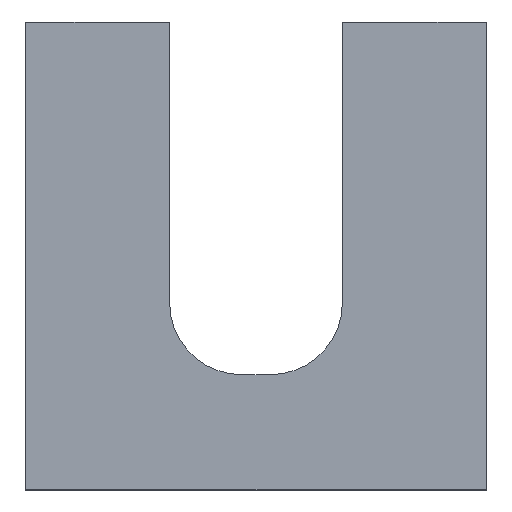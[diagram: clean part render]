
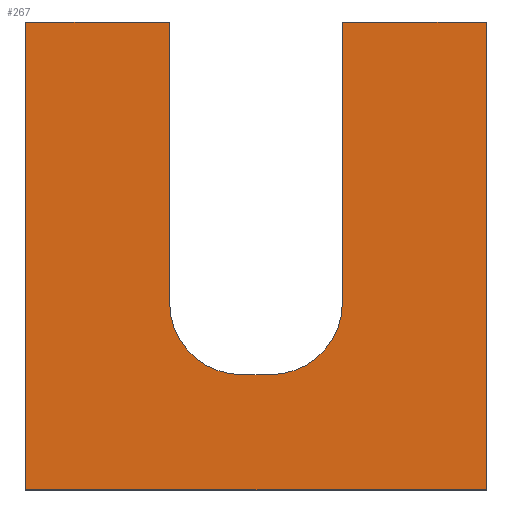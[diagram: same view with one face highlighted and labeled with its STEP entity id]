
A CAD part, top view. The second image highlights one B-rep face of the part: STEP entity #267.
In plain terms, the highlighted planar face has unit normal (0, 0, 1).
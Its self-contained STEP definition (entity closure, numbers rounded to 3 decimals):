
#2 = LINE ( 'NONE', #134, #277 ) ;
#5 = DIRECTION ( 'NONE',  ( 0., 0., -1. ) ) ;
#10 = ORIENTED_EDGE ( 'NONE', *, *, #309, .T. ) ;
#17 = EDGE_CURVE ( 'NONE', #122, #28, #99, .T. ) ;
#21 = CARTESIAN_POINT ( 'NONE',  ( 0.5, -4.125, 1.5 ) ) ;
#22 = AXIS2_PLACEMENT_3D ( 'NONE', #37, #336, #238 ) ;
#28 = VERTEX_POINT ( 'NONE', #308 ) ;
#32 = ORIENTED_EDGE ( 'NONE', *, *, #395, .T. ) ;
#34 = FACE_OUTER_BOUND ( 'NONE', #431, .T. ) ;
#37 = CARTESIAN_POINT ( 'NONE',  ( -0.5, -1.625, 1.5 ) ) ;
#39 = CARTESIAN_POINT ( 'NONE',  ( -0.5, -4.125, 1.5 ) ) ;
#46 = VERTEX_POINT ( 'NONE', #103 ) ;
#52 = VECTOR ( 'NONE', #375, 1000. ) ;
#54 = EDGE_CURVE ( 'NONE', #46, #59, #2, .T. ) ;
#56 = DIRECTION ( 'NONE',  ( -1., 0., 0. ) ) ;
#59 = VERTEX_POINT ( 'NONE', #198 ) ;
#60 = VERTEX_POINT ( 'NONE', #205 ) ;
#73 = AXIS2_PLACEMENT_3D ( 'NONE', #169, #5, #412 ) ;
#82 = CARTESIAN_POINT ( 'NONE',  ( 3., 8.125, 1.5 ) ) ;
#90 = VECTOR ( 'NONE', #202, 1000. ) ;
#93 = CARTESIAN_POINT ( 'NONE',  ( -3., 8.125, 1.5 ) ) ;
#95 = CARTESIAN_POINT ( 'NONE',  ( 3., -1.625, 1.5 ) ) ;
#99 = LINE ( 'NONE', #39, #52 ) ;
#101 = CARTESIAN_POINT ( 'NONE',  ( 8., -8.125, 1.5 ) ) ;
#102 = AXIS2_PLACEMENT_3D ( 'NONE', #157, #163, #298 ) ;
#103 = CARTESIAN_POINT ( 'NONE',  ( -8., -8.125, 1.5 ) ) ;
#107 = LINE ( 'NONE', #383, #90 ) ;
#122 = VERTEX_POINT ( 'NONE', #21 ) ;
#134 = CARTESIAN_POINT ( 'NONE',  ( 8., -8.125, 1.5 ) ) ;
#142 = CARTESIAN_POINT ( 'NONE',  ( -3., 8.125, 1.5 ) ) ;
#145 = VECTOR ( 'NONE', #311, 1000. ) ;
#153 = VERTEX_POINT ( 'NONE', #177 ) ;
#157 = CARTESIAN_POINT ( 'NONE',  ( 0.5, -1.625, 1.5 ) ) ;
#163 = DIRECTION ( 'NONE',  ( 0., 0., 1. ) ) ;
#167 = CARTESIAN_POINT ( 'NONE',  ( -8., 8.125, 1.5 ) ) ;
#169 = CARTESIAN_POINT ( 'NONE',  ( 0.5, -1.625, 1.5 ) ) ;
#173 = DIRECTION ( 'NONE',  ( 0., 1., 0. ) ) ;
#177 = CARTESIAN_POINT ( 'NONE',  ( -3., -1.625, 1.5 ) ) ;
#187 = VERTEX_POINT ( 'NONE', #93 ) ;
#195 = VERTEX_POINT ( 'NONE', #82 ) ;
#197 = ORIENTED_EDGE ( 'NONE', *, *, #54, .T. ) ;
#198 = CARTESIAN_POINT ( 'NONE',  ( 8., -8.125, 1.5 ) ) ;
#202 = DIRECTION ( 'NONE',  ( -1., 0., 0. ) ) ;
#205 = CARTESIAN_POINT ( 'NONE',  ( 8., 8.125, 1.5 ) ) ;
#211 = EDGE_CURVE ( 'NONE', #326, #46, #256, .T. ) ;
#216 = CARTESIAN_POINT ( 'NONE',  ( -8., -8.125, 1.5 ) ) ;
#217 = ORIENTED_EDGE ( 'NONE', *, *, #293, .T. ) ;
#227 = ORIENTED_EDGE ( 'NONE', *, *, #305, .T. ) ;
#238 = DIRECTION ( 'NONE',  ( 1., 0., 0. ) ) ;
#242 = DIRECTION ( 'NONE',  ( 1., 0., 0. ) ) ;
#249 = VERTEX_POINT ( 'NONE', #95 ) ;
#256 = LINE ( 'NONE', #216, #377 ) ;
#258 = CIRCLE ( 'NONE', #73, 2.5 ) ;
#267 = ADVANCED_FACE ( 'NONE', ( #34 ), #401, .T. ) ;
#271 = EDGE_CURVE ( 'NONE', #187, #326, #296, .T. ) ;
#277 = VECTOR ( 'NONE', #242, 1000. ) ;
#280 = LINE ( 'NONE', #101, #393 ) ;
#293 = EDGE_CURVE ( 'NONE', #153, #187, #381, .T. ) ;
#296 = LINE ( 'NONE', #433, #370 ) ;
#297 = ORIENTED_EDGE ( 'NONE', *, *, #271, .T. ) ;
#298 = DIRECTION ( 'NONE',  ( 1., 0., 0. ) ) ;
#305 = EDGE_CURVE ( 'NONE', #60, #195, #107, .T. ) ;
#308 = CARTESIAN_POINT ( 'NONE',  ( -0.5, -4.125, 1.5 ) ) ;
#309 = EDGE_CURVE ( 'NONE', #28, #153, #411, .T. ) ;
#310 = CARTESIAN_POINT ( 'NONE',  ( 3., -1.625, 1.5 ) ) ;
#311 = DIRECTION ( 'NONE',  ( 0., -1., 0. ) ) ;
#326 = VERTEX_POINT ( 'NONE', #167 ) ;
#334 = VECTOR ( 'NONE', #408, 1000. ) ;
#336 = DIRECTION ( 'NONE',  ( 0., 0., -1. ) ) ;
#346 = DIRECTION ( 'NONE',  ( 0., -1., 0. ) ) ;
#351 = ORIENTED_EDGE ( 'NONE', *, *, #17, .T. ) ;
#360 = ORIENTED_EDGE ( 'NONE', *, *, #423, .T. ) ;
#370 = VECTOR ( 'NONE', #56, 1000. ) ;
#374 = LINE ( 'NONE', #310, #145 ) ;
#375 = DIRECTION ( 'NONE',  ( -1., 0., 0. ) ) ;
#377 = VECTOR ( 'NONE', #346, 1000. ) ;
#381 = LINE ( 'NONE', #142, #334 ) ;
#383 = CARTESIAN_POINT ( 'NONE',  ( 8., 8.125, 1.5 ) ) ;
#389 = ORIENTED_EDGE ( 'NONE', *, *, #414, .T. ) ;
#393 = VECTOR ( 'NONE', #173, 1000. ) ;
#395 = EDGE_CURVE ( 'NONE', #59, #60, #280, .T. ) ;
#401 = PLANE ( 'NONE',  #102 ) ;
#405 = ORIENTED_EDGE ( 'NONE', *, *, #211, .T. ) ;
#408 = DIRECTION ( 'NONE',  ( 0., 1., 0. ) ) ;
#411 = CIRCLE ( 'NONE', #22, 2.5 ) ;
#412 = DIRECTION ( 'NONE',  ( 1., 0., 0. ) ) ;
#414 = EDGE_CURVE ( 'NONE', #249, #122, #258, .T. ) ;
#423 = EDGE_CURVE ( 'NONE', #195, #249, #374, .T. ) ;
#431 = EDGE_LOOP ( 'NONE', ( #297, #405, #197, #32, #227, #360, #389, #351, #10, #217 ) ) ;
#433 = CARTESIAN_POINT ( 'NONE',  ( -3., 8.125, 1.5 ) ) ;
